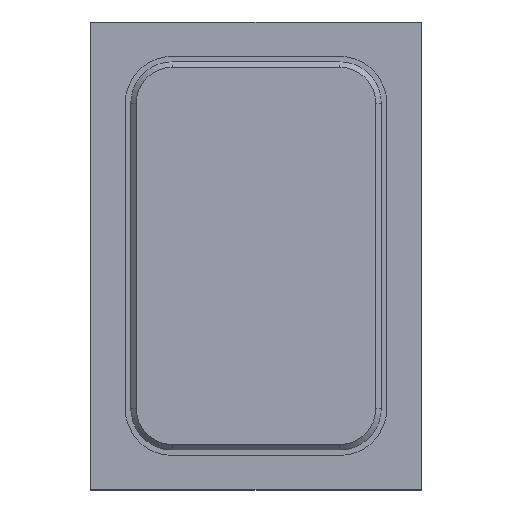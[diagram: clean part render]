
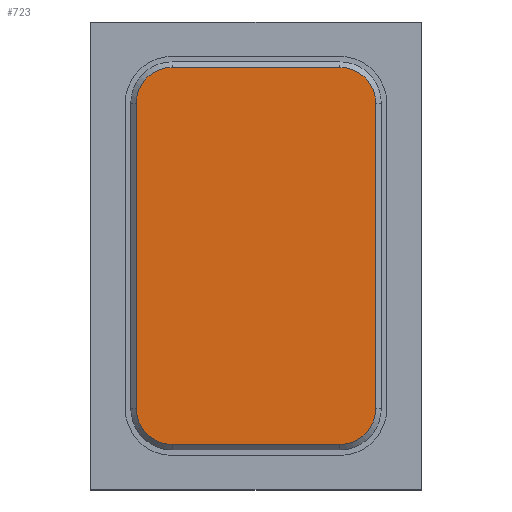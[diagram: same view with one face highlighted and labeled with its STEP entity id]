
A CAD part, top view. The second image highlights one B-rep face of the part: STEP entity #723.
In plain terms, the highlighted planar face has unit normal (0, 0, 1).
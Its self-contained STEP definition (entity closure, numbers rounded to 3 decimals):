
#541 = VERTEX_POINT('',#542);
#542 = CARTESIAN_POINT('',(-4.35,-5.55,3.3));
#547 = EDGE_CURVE('',#548,#541,#550,.T.);
#548 = VERTEX_POINT('',#549);
#549 = CARTESIAN_POINT('',(-4.35,5.55,3.3));
#550 = LINE('',#551,#552);
#551 = CARTESIAN_POINT('',(-4.35,5.55,3.3));
#552 = VECTOR('',#553,1.);
#553 = DIRECTION('',(0.,-1.,0.));
#570 = VERTEX_POINT('',#571);
#571 = CARTESIAN_POINT('',(-3.05,-6.85,3.3));
#576 = EDGE_CURVE('',#541,#570,#577,.T.);
#577 = CIRCLE('',#578,1.3);
#578 = AXIS2_PLACEMENT_3D('',#579,#580,#581);
#579 = CARTESIAN_POINT('',(-3.05,-5.55,3.3));
#580 = DIRECTION('',(0.,0.,1.));
#581 = DIRECTION('',(1.,0.,0.));
#594 = VERTEX_POINT('',#595);
#595 = CARTESIAN_POINT('',(3.05,-6.85,3.3));
#600 = EDGE_CURVE('',#570,#594,#601,.T.);
#601 = LINE('',#602,#603);
#602 = CARTESIAN_POINT('',(-3.05,-6.85,3.3));
#603 = VECTOR('',#604,1.);
#604 = DIRECTION('',(1.,0.,0.));
#617 = VERTEX_POINT('',#618);
#618 = CARTESIAN_POINT('',(4.35,-5.55,3.3));
#623 = EDGE_CURVE('',#594,#617,#624,.T.);
#624 = CIRCLE('',#625,1.3);
#625 = AXIS2_PLACEMENT_3D('',#626,#627,#628);
#626 = CARTESIAN_POINT('',(3.05,-5.55,3.3));
#627 = DIRECTION('',(0.,0.,1.));
#628 = DIRECTION('',(1.,0.,0.));
#641 = VERTEX_POINT('',#642);
#642 = CARTESIAN_POINT('',(4.35,5.55,3.3));
#647 = EDGE_CURVE('',#617,#641,#648,.T.);
#648 = LINE('',#649,#650);
#649 = CARTESIAN_POINT('',(4.35,-5.55,3.3));
#650 = VECTOR('',#651,1.);
#651 = DIRECTION('',(0.,1.,0.));
#664 = VERTEX_POINT('',#665);
#665 = CARTESIAN_POINT('',(3.05,6.85,3.3));
#670 = EDGE_CURVE('',#641,#664,#671,.T.);
#671 = CIRCLE('',#672,1.3);
#672 = AXIS2_PLACEMENT_3D('',#673,#674,#675);
#673 = CARTESIAN_POINT('',(3.05,5.55,3.3));
#674 = DIRECTION('',(0.,0.,1.));
#675 = DIRECTION('',(1.,0.,0.));
#688 = VERTEX_POINT('',#689);
#689 = CARTESIAN_POINT('',(-3.05,6.85,3.3));
#694 = EDGE_CURVE('',#664,#688,#695,.T.);
#695 = LINE('',#696,#697);
#696 = CARTESIAN_POINT('',(3.05,6.85,3.3));
#697 = VECTOR('',#698,1.);
#698 = DIRECTION('',(-1.,0.,0.));
#711 = EDGE_CURVE('',#688,#548,#712,.T.);
#712 = CIRCLE('',#713,1.3);
#713 = AXIS2_PLACEMENT_3D('',#714,#715,#716);
#714 = CARTESIAN_POINT('',(-3.05,5.55,3.3));
#715 = DIRECTION('',(0.,0.,1.));
#716 = DIRECTION('',(1.,0.,0.));
#723 = ADVANCED_FACE('',(#724),#734,.T.);
#724 = FACE_BOUND('',#725,.T.);
#725 = EDGE_LOOP('',(#726,#727,#728,#729,#730,#731,#732,#733));
#726 = ORIENTED_EDGE('',*,*,#547,.T.);
#727 = ORIENTED_EDGE('',*,*,#576,.T.);
#728 = ORIENTED_EDGE('',*,*,#600,.T.);
#729 = ORIENTED_EDGE('',*,*,#623,.T.);
#730 = ORIENTED_EDGE('',*,*,#647,.T.);
#731 = ORIENTED_EDGE('',*,*,#670,.T.);
#732 = ORIENTED_EDGE('',*,*,#694,.T.);
#733 = ORIENTED_EDGE('',*,*,#711,.T.);
#734 = PLANE('',#735);
#735 = AXIS2_PLACEMENT_3D('',#736,#737,#738);
#736 = CARTESIAN_POINT('',(-3.05,-5.55,3.3));
#737 = DIRECTION('',(0.,0.,1.));
#738 = DIRECTION('',(1.,0.,0.));
